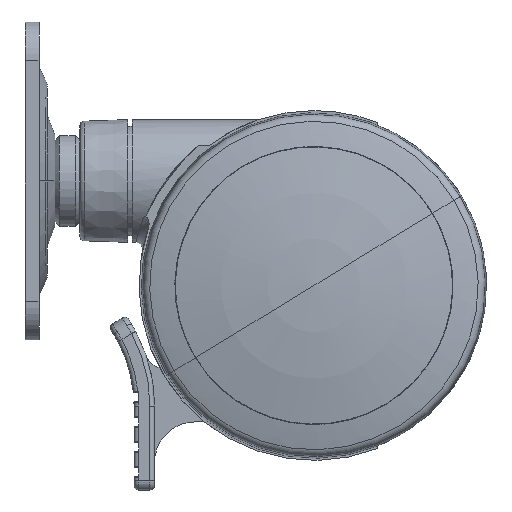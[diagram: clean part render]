
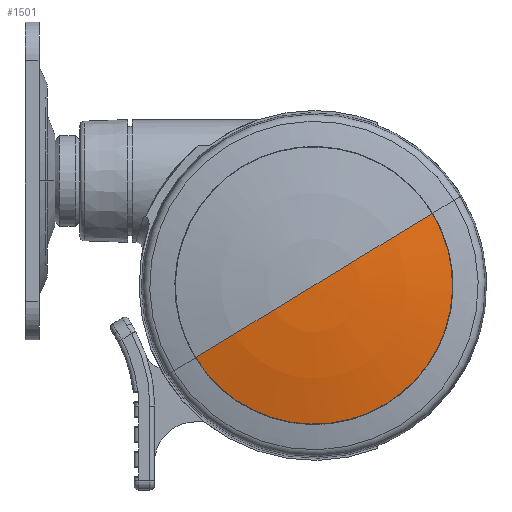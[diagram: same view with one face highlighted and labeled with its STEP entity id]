
A CAD part, left-side view. The second image highlights one B-rep face of the part: STEP entity #1501.
In plain terms, the highlighted toroidal (fillet/blend) face has major radius 0.067 mm and minor radius 145 mm.
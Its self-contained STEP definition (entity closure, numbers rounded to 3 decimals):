
#471 = B_SPLINE_CURVE_WITH_KNOTS ( 'NONE', 3,
 ( #13863, #3028, #7850, #12670, #1840, #6672, #11503, #651, #5467, #10309, #15131, #4282, #9109, #13938, #3107, #7930, #12758, #1919, #6747, #11574, #729, #5541, #10383, #15203, #4357, #9193, #14024, #3184, #8003, #12829, #1997, #6821, #11646 ),
 .UNSPECIFIED., .F., .F.,
 ( 4, 2, 2, 2, 1, 2, 2, 2, 2, 2, 2, 2, 2, 2, 2, 2, 4 ),
 ( 0.024, 0.03, 0.031, 0.033, 0.036, 0.039, 0.04, 0.042, 0.048, 0.051, 0.052, 0.054, 0.06, 0.061, 0.063, 0.066, 0.072 ),
 .UNSPECIFIED. ) ;
#651 = CARTESIAN_POINT ( 'NONE',  ( 9.813, -28.896, -14.033 ) ) ;
#727 = FACE_OUTER_BOUND ( 'NONE', #4991, .T. ) ;
#729 = CARTESIAN_POINT ( 'NONE',  ( 24.799, -17.762, -14.028 ) ) ;
#882 = CARTESIAN_POINT ( 'NONE',  ( 0., 30.5, -14.007 ) ) ;
#889 = CARTESIAN_POINT ( 'NONE',  ( 28.898, 9.805, -14.016 ) ) ;
#959 = CARTESIAN_POINT ( 'NONE',  ( 14.806, 26.67, -14.009 ) ) ;
#1193 = DIRECTION ( 'NONE',  ( -1., 0., 0. ) ) ;
#1501 = ADVANCED_FACE ( 'NONE', ( #727 ), #2599, .T. ) ;
#1840 = CARTESIAN_POINT ( 'NONE',  ( 6.922, -29.708, -14.033 ) ) ;
#1919 = CARTESIAN_POINT ( 'NONE',  ( 22.935, -20.131, -14.029 ) ) ;
#1936 = CARTESIAN_POINT ( 'NONE',  ( 30.5, 0., -14.02 ) ) ;
#1997 = CARTESIAN_POINT ( 'NONE',  ( 30.302, -3.995, -14.022 ) ) ;
#2052 = DIRECTION ( 'NONE',  ( 1., 0., 0. ) ) ;
#2086 = CARTESIAN_POINT ( 'NONE',  ( 30.108, 4.975, -14.018 ) ) ;
#2158 = CARTESIAN_POINT ( 'NONE',  ( 16.531, 25.637, -14.009 ) ) ;
#2227 = CARTESIAN_POINT ( 'NONE',  ( 1.989, 30.5, -14.007 ) ) ;
#2335 = AXIS2_PLACEMENT_3D ( 'NONE', #12038, #1193, #6013 ) ;
#2599 = TOROIDAL_SURFACE ( 'NONE', #10931, 0.067, 145. ) ;
#3028 = CARTESIAN_POINT ( 'NONE',  ( 1.99, -30.5, -14.034 ) ) ;
#3107 = CARTESIAN_POINT ( 'NONE',  ( 18.616, -24.243, -14.031 ) ) ;
#3184 = CARTESIAN_POINT ( 'NONE',  ( 29.043, -9.326, -14.024 ) ) ;
#3266 = CARTESIAN_POINT ( 'NONE',  ( 30.5, 1.007, -14.02 ) ) ;
#3339 = CARTESIAN_POINT ( 'NONE',  ( 22.263, 20.871, -14.011 ) ) ;
#3418 = CARTESIAN_POINT ( 'NONE',  ( 6.925, 29.708, -14.008 ) ) ;
#4071 = CARTESIAN_POINT ( 'NONE',  ( 0., -30.5, -14.034 ) ) ;
#4282 = CARTESIAN_POINT ( 'NONE',  ( 15.241, -26.424, -14.032 ) ) ;
#4355 = DIRECTION ( 'NONE',  ( 0., 0., 1. ) ) ;
#4357 = CARTESIAN_POINT ( 'NONE',  ( 28.366, -11.219, -14.025 ) ) ;
#4383 = EDGE_CURVE ( 'NONE', #8787, #7592, #471, .T. ) ;
#4517 = CARTESIAN_POINT ( 'NONE',  ( 24.809, 17.769, -14.013 ) ) ;
#4599 = CARTESIAN_POINT ( 'NONE',  ( 9.812, 28.896, -14.008 ) ) ;
#4991 = EDGE_LOOP ( 'NONE', ( #9866, #15369, #8401, #6822 ) ) ;
#5134 = AXIS2_PLACEMENT_3D ( 'NONE', #12886, #2052, #6876 ) ;
#5424 = EDGE_CURVE ( 'NONE', #8123, #9431, #11961, .T. ) ;
#5467 = CARTESIAN_POINT ( 'NONE',  ( 11.686, -28.225, -14.033 ) ) ;
#5541 = CARTESIAN_POINT ( 'NONE',  ( 25.087, -17.353, -14.028 ) ) ;
#5705 = CARTESIAN_POINT ( 'NONE',  ( 28.557, 10.758, -14.016 ) ) ;
#5775 = CARTESIAN_POINT ( 'NONE',  ( 13.484, 27.376, -14.009 ) ) ;
#6013 = DIRECTION ( 'NONE',  ( 0., 0., 1. ) ) ;
#6672 = CARTESIAN_POINT ( 'NONE',  ( 7.897, -29.464, -14.033 ) ) ;
#6747 = CARTESIAN_POINT ( 'NONE',  ( 23.891, -18.966, -14.029 ) ) ;
#6821 = CARTESIAN_POINT ( 'NONE',  ( 30.5, -2.014, -14.021 ) ) ;
#6822 = ORIENTED_EDGE ( 'NONE', *, *, #4383, .F. ) ;
#6876 = DIRECTION ( 'NONE',  ( 0., 1., 0. ) ) ;
#6907 = CARTESIAN_POINT ( 'NONE',  ( 29.72, 6.924, -14.017 ) ) ;
#6983 = CARTESIAN_POINT ( 'NONE',  ( 16.104, 25.907, -14.009 ) ) ;
#7058 = CARTESIAN_POINT ( 'NONE',  ( 0., 30.5, -14.007 ) ) ;
#7161 = EDGE_CURVE ( 'NONE', #7592, #9431, #9572, .T. ) ;
#7592 = VERTEX_POINT ( 'NONE', #1936 ) ;
#7850 = CARTESIAN_POINT ( 'NONE',  ( 3.97, -30.307, -14.033 ) ) ;
#7930 = CARTESIAN_POINT ( 'NONE',  ( 20.152, -22.98, -14.03 ) ) ;
#8003 = CARTESIAN_POINT ( 'NONE',  ( 29.479, -7.888, -14.024 ) ) ;
#8090 = CARTESIAN_POINT ( 'NONE',  ( 30.45, 2.009, -14.02 ) ) ;
#8123 = VERTEX_POINT ( 'NONE', #9348 ) ;
#8172 = CARTESIAN_POINT ( 'NONE',  ( 20.15, 22.982, -14.01 ) ) ;
#8244 = CARTESIAN_POINT ( 'NONE',  ( 6.433, 29.818, -14.008 ) ) ;
#8401 = ORIENTED_EDGE ( 'NONE', *, *, #7161, .F. ) ;
#8787 = VERTEX_POINT ( 'NONE', #4071 ) ;
#9109 = CARTESIAN_POINT ( 'NONE',  ( 16.102, -25.908, -14.032 ) ) ;
#9155 = CIRCLE ( 'NONE', #2335, 145. ) ;
#9191 = DIRECTION ( 'NONE',  ( 0., -1., 0. ) ) ;
#9193 = CARTESIAN_POINT ( 'NONE',  ( 28.546, -10.752, -14.025 ) ) ;
#9348 = CARTESIAN_POINT ( 'NONE',  ( 0., 0.008, -17.25 ) ) ;
#9356 = CARTESIAN_POINT ( 'NONE',  ( 24.212, 18.575, -14.012 ) ) ;
#9431 = VERTEX_POINT ( 'NONE', #882 ) ;
#9440 = CARTESIAN_POINT ( 'NONE',  ( 8.38, 29.33, -14.008 ) ) ;
#9572 = B_SPLINE_CURVE_WITH_KNOTS ( 'NONE', 3,
 ( #14106, #3266, #8090, #12911, #2086, #6907, #11737, #889, #5705, #10546, #15363, #4517, #9356, #14182, #3339, #8172, #12997, #2158, #6983, #11806, #959, #5775, #10620, #15443, #4599, #9440, #14268, #3418, #8244, #13063, #2227, #7058 ),
 .UNSPECIFIED., .F., .F.,
 ( 4, 2, 2, 2, 2, 2, 2, 2, 2, 2, 2, 2, 2, 2, 2, 4 ),
 ( 0.072, 0.075, 0.077, 0.08, 0.083, 0.089, 0.092, 0.095, 0.101, 0.103, 0.104, 0.107, 0.11, 0.112, 0.113, 0.119 ),
 .UNSPECIFIED. ) ;
#9784 = EDGE_CURVE ( 'NONE', #8123, #8787, #9155, .T. ) ;
#9866 = ORIENTED_EDGE ( 'NONE', *, *, #9784, .F. ) ;
#10309 = CARTESIAN_POINT ( 'NONE',  ( 13.485, -27.375, -14.032 ) ) ;
#10383 = CARTESIAN_POINT ( 'NONE',  ( 26.472, -15.28, -14.027 ) ) ;
#10546 = CARTESIAN_POINT ( 'NONE',  ( 27.408, 13.531, -14.015 ) ) ;
#10620 = CARTESIAN_POINT ( 'NONE',  ( 12.584, 27.801, -14.008 ) ) ;
#10931 = AXIS2_PLACEMENT_3D ( 'NONE', #15201, #4355, #9191 ) ;
#11503 = CARTESIAN_POINT ( 'NONE',  ( 8.379, -29.331, -14.033 ) ) ;
#11574 = CARTESIAN_POINT ( 'NONE',  ( 24.202, -18.568, -14.028 ) ) ;
#11646 = CARTESIAN_POINT ( 'NONE',  ( 30.5, 0., -14.02 ) ) ;
#11737 = CARTESIAN_POINT ( 'NONE',  ( 29.479, 7.89, -14.017 ) ) ;
#11806 = CARTESIAN_POINT ( 'NONE',  ( 15.242, 26.423, -14.009 ) ) ;
#11961 = CIRCLE ( 'NONE', #5134, 145. ) ;
#12038 = CARTESIAN_POINT ( 'NONE',  ( 0., -0.128, 127.75 ) ) ;
#12670 = CARTESIAN_POINT ( 'NONE',  ( 6.43, -29.819, -14.033 ) ) ;
#12758 = CARTESIAN_POINT ( 'NONE',  ( 22.264, -20.87, -14.029 ) ) ;
#12829 = CARTESIAN_POINT ( 'NONE',  ( 29.721, -6.92, -14.023 ) ) ;
#12886 = CARTESIAN_POINT ( 'NONE',  ( 0., 0.006, 127.75 ) ) ;
#12911 = CARTESIAN_POINT ( 'NONE',  ( 30.254, 3.992, -14.019 ) ) ;
#12997 = CARTESIAN_POINT ( 'NONE',  ( 18.614, 24.244, -14.01 ) ) ;
#13063 = CARTESIAN_POINT ( 'NONE',  ( 3.969, 30.307, -14.007 ) ) ;
#13863 = CARTESIAN_POINT ( 'NONE',  ( 0., -30.5, -14.034 ) ) ;
#13938 = CARTESIAN_POINT ( 'NONE',  ( 16.529, -25.638, -14.031 ) ) ;
#14024 = CARTESIAN_POINT ( 'NONE',  ( 28.885, -9.805, -14.025 ) ) ;
#14106 = CARTESIAN_POINT ( 'NONE',  ( 30.5, 0., -14.02 ) ) ;
#14182 = CARTESIAN_POINT ( 'NONE',  ( 22.935, 20.131, -14.012 ) ) ;
#14268 = CARTESIAN_POINT ( 'NONE',  ( 7.898, 29.464, -14.008 ) ) ;
#15131 = CARTESIAN_POINT ( 'NONE',  ( 14.805, -26.67, -14.032 ) ) ;
#15201 = CARTESIAN_POINT ( 'NONE',  ( 0., -0.061, 127.75 ) ) ;
#15203 = CARTESIAN_POINT ( 'NONE',  ( 27.409, -13.527, -14.026 ) ) ;
#15363 = CARTESIAN_POINT ( 'NONE',  ( 26.47, 15.283, -14.014 ) ) ;
#15369 = ORIENTED_EDGE ( 'NONE', *, *, #5424, .T. ) ;
#15443 = CARTESIAN_POINT ( 'NONE',  ( 10.748, 28.561, -14.008 ) ) ;
